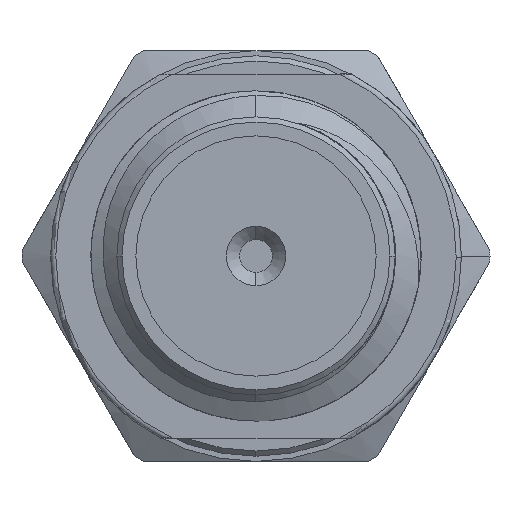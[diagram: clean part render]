
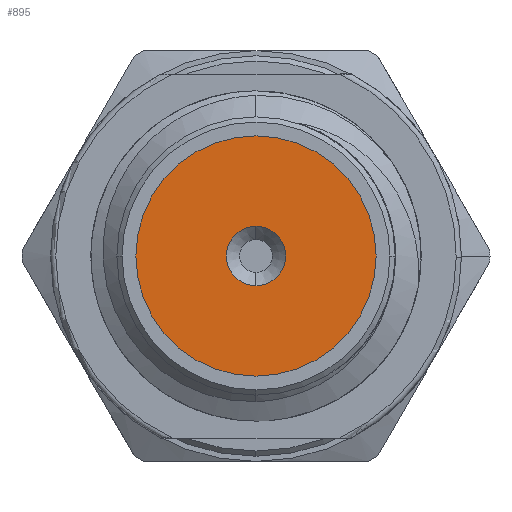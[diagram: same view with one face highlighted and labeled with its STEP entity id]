
A CAD part, left-side view. The second image highlights one B-rep face of the part: STEP entity #895.
In plain terms, the highlighted planar face has unit normal (-1, 0, 0).
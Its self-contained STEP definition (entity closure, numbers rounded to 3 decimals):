
#38 = EDGE_CURVE ( 'NONE', #2684, #5119, #2970, .T. ) ;
#43 = CARTESIAN_POINT ( 'NONE',  ( 1.95, 0., 0.572 ) ) ;
#368 = CARTESIAN_POINT ( 'NONE',  ( 1.95, 0., 0. ) ) ;
#373 = VERTEX_POINT ( 'NONE', #6664 ) ;
#895 = ADVANCED_FACE ( 'NONE', ( #9092, #8993 ), #5386, .T. ) ;
#1031 = EDGE_CURVE ( 'NONE', #373, #8363, #3991, .T. ) ;
#1067 = CARTESIAN_POINT ( 'NONE',  ( 1.95, 0., 0. ) ) ;
#1116 = DIRECTION ( 'NONE',  ( 0., 1., 0. ) ) ;
#1210 = CARTESIAN_POINT ( 'NONE',  ( 1.95, 0., 0. ) ) ;
#1236 = CARTESIAN_POINT ( 'NONE',  ( 1.95, -2.31, 0. ) ) ;
#1290 = CARTESIAN_POINT ( 'NONE',  ( 1.95, 0., 0. ) ) ;
#1957 = DIRECTION ( 'NONE',  ( 0., 0., 1. ) ) ;
#2023 = ORIENTED_EDGE ( 'NONE', *, *, #38, .T. ) ;
#2118 = EDGE_LOOP ( 'NONE', ( #5330, #2023 ) ) ;
#2123 = CARTESIAN_POINT ( 'NONE',  ( 1.95, 0., 0. ) ) ;
#2516 = AXIS2_PLACEMENT_3D ( 'NONE', #368, #7734, #3971 ) ;
#2684 = VERTEX_POINT ( 'NONE', #3702 ) ;
#2970 = CIRCLE ( 'NONE', #2516, 0.572 ) ;
#3084 = DIRECTION ( 'NONE',  ( -1., 0., 0. ) ) ;
#3158 = ORIENTED_EDGE ( 'NONE', *, *, #6012, .T. ) ;
#3617 = CIRCLE ( 'NONE', #4538, 2.31 ) ;
#3681 = AXIS2_PLACEMENT_3D ( 'NONE', #1210, #4133, #1116 ) ;
#3702 = CARTESIAN_POINT ( 'NONE',  ( 1.95, 0., -0.572 ) ) ;
#3971 = DIRECTION ( 'NONE',  ( 0., 0., 1. ) ) ;
#3991 = CIRCLE ( 'NONE', #3681, 2.31 ) ;
#4133 = DIRECTION ( 'NONE',  ( 1., 0., 0. ) ) ;
#4241 = CIRCLE ( 'NONE', #5465, 0.572 ) ;
#4538 = AXIS2_PLACEMENT_3D ( 'NONE', #2123, #6806, #6855 ) ;
#5119 = VERTEX_POINT ( 'NONE', #43 ) ;
#5330 = ORIENTED_EDGE ( 'NONE', *, *, #7014, .T. ) ;
#5386 = PLANE ( 'NONE',  #5659 ) ;
#5465 = AXIS2_PLACEMENT_3D ( 'NONE', #1290, #6265, #1957 ) ;
#5586 = EDGE_LOOP ( 'NONE', ( #3158, #5661 ) ) ;
#5659 = AXIS2_PLACEMENT_3D ( 'NONE', #1067, #3084, #6860 ) ;
#5661 = ORIENTED_EDGE ( 'NONE', *, *, #1031, .F. ) ;
#6012 = EDGE_CURVE ( 'NONE', #373, #8363, #3617, .T. ) ;
#6265 = DIRECTION ( 'NONE',  ( 1., 0., 0. ) ) ;
#6664 = CARTESIAN_POINT ( 'NONE',  ( 1.95, 2.31, 0. ) ) ;
#6806 = DIRECTION ( 'NONE',  ( -1., 0., 0. ) ) ;
#6855 = DIRECTION ( 'NONE',  ( 0., 1., 0. ) ) ;
#6860 = DIRECTION ( 'NONE',  ( 0., 0., 1. ) ) ;
#7014 = EDGE_CURVE ( 'NONE', #5119, #2684, #4241, .T. ) ;
#7734 = DIRECTION ( 'NONE',  ( 1., 0., 0. ) ) ;
#8363 = VERTEX_POINT ( 'NONE', #1236 ) ;
#8993 = FACE_OUTER_BOUND ( 'NONE', #5586, .T. ) ;
#9092 = FACE_BOUND ( 'NONE', #2118, .T. ) ;
